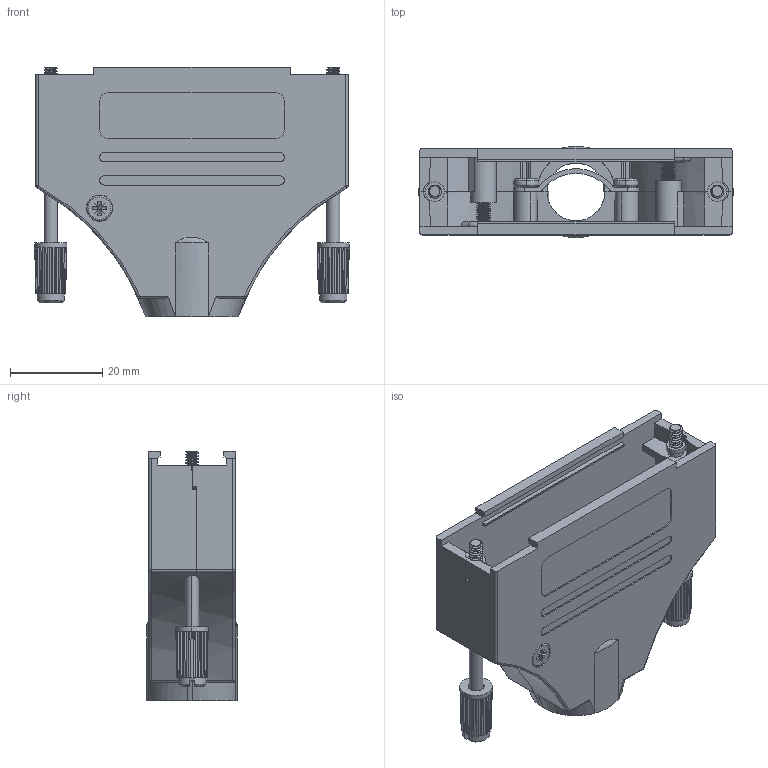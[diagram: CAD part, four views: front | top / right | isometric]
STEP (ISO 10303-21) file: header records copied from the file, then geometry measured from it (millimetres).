
FILE_DESCRIPTION (( 'STEP AP214' ), '1' );
FILE_NAME ('6688-9564-1.STEP', '2023-04-18T09:56:47', ( '' ), ( '' ), 'SwSTEP 2.0', 'SolidWorks 2021', '' );
FILE_SCHEMA (( 'AUTOMOTIVE_DESIGN' ));
Length unit declared in the file: millimetre
Products named in the file (9): 6805-0105-05; 6805-0105-15; 6718-0101-01; 6830-0109-04; 6522-0121-06 (12.5 mm LV); 6855-0117-08; 6688-9564-1; 6522-0121-06 (12.5 mm SV); 6855-0117-02
Assembly tree (11 placements, depth 2):
  6688-9564-1
    6805-0105-15
    6805-0105-05
    6830-0109-04
    6855-0117-02  x2
    6522-0121-06 (12.5 mm LV)
    6522-0121-06 (12.5 mm SV)
    6718-0101-01  x2
    6855-0117-08  x2
Bounding box: 68.1 x 19.7 x 54 mm (x, y, z)
Volume: 18194.1 mm3; surface area: 21541.9 mm2
Topology: 11 solids, 11 shells, 1015 faces, 2725 edges, 1736 vertices
Faces by surface type: plane 471, cylinder 362, cone 82, bspline 60, torus 32, sphere 8
Entity records: 30331 total; most frequent: CARTESIAN_POINT 12847, ORIENTED_EDGE 3806, DIRECTION 3378, EDGE_CURVE 1903, VERTEX_POINT 1225, AXIS2_PLACEMENT_3D 1178, LINE 1022, VECTOR 1022
